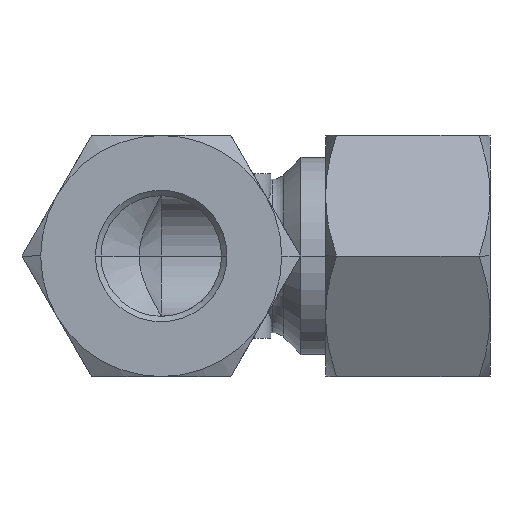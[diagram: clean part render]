
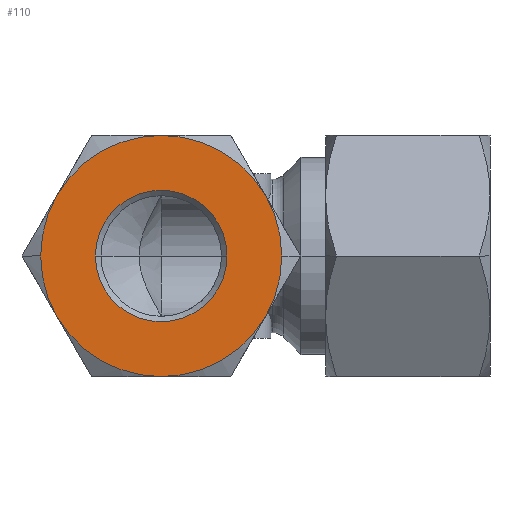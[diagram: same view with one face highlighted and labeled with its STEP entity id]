
A CAD part, front view. The second image highlights one B-rep face of the part: STEP entity #110.
In plain terms, the highlighted planar face has unit normal (0, -1, 0).
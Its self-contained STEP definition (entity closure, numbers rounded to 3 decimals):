
#110=ADVANCED_FACE('',(#300,#301),#302,.T.);
#300=FACE_BOUND('',#552,.T.);
#301=FACE_OUTER_BOUND('',#553,.T.);
#302=PLANE('',#554);
#552=EDGE_LOOP('',(#1165,#1166));
#553=EDGE_LOOP('',(#1167,#1168,#1169,#1170,#1171,#1172,#1173,#1174));
#554=AXIS2_PLACEMENT_3D('',#1175,#1176,#1177);
#1165=ORIENTED_EDGE('',*,*,#1794,.T.);
#1166=ORIENTED_EDGE('',*,*,#1790,.T.);
#1167=ORIENTED_EDGE('',*,*,#1830,.F.);
#1168=ORIENTED_EDGE('',*,*,#1748,.F.);
#1169=ORIENTED_EDGE('',*,*,#1833,.F.);
#1170=ORIENTED_EDGE('',*,*,#1835,.F.);
#1171=ORIENTED_EDGE('',*,*,#1839,.F.);
#1172=ORIENTED_EDGE('',*,*,#1840,.F.);
#1173=ORIENTED_EDGE('',*,*,#1746,.F.);
#1174=ORIENTED_EDGE('',*,*,#1844,.F.);
#1175=CARTESIAN_POINT('',(0.,-30.0,0.));
#1176=DIRECTION('',(0.,-1.0,0.0));
#1177=DIRECTION('',(0.0,0.0,1.0));
#1746=EDGE_CURVE('',#2134,#2132,#2136,.T.);
#1748=EDGE_CURVE('',#2137,#2140,#2141,.T.);
#1790=EDGE_CURVE('',#2208,#2210,#2212,.T.);
#1794=EDGE_CURVE('',#2210,#2208,#2217,.T.);
#1830=EDGE_CURVE('',#2140,#2267,#2268,.T.);
#1833=EDGE_CURVE('',#2270,#2137,#2272,.T.);
#1835=EDGE_CURVE('',#2274,#2270,#2276,.T.);
#1839=EDGE_CURVE('',#2280,#2274,#2282,.T.);
#1840=EDGE_CURVE('',#2132,#2280,#2283,.T.);
#1844=EDGE_CURVE('',#2267,#2134,#2288,.T.);
#2132=VERTEX_POINT('',#2896);
#2134=VERTEX_POINT('',#2899);
#2136=CIRCLE('',#2912,11.0);
#2137=VERTEX_POINT('',#2913);
#2140=VERTEX_POINT('',#2917);
#2141=CIRCLE('',#2918,11.0);
#2208=VERTEX_POINT('',#3116);
#2210=VERTEX_POINT('',#3119);
#2212=CIRCLE('',#3122,6.0);
#2217=CIRCLE('',#3153,6.0);
#2267=VERTEX_POINT('',#3373);
#2268=CIRCLE('',#3374,11.0);
#2270=VERTEX_POINT('',#3387);
#2272=CIRCLE('',#3400,11.0);
#2274=VERTEX_POINT('',#3402);
#2276=CIRCLE('',#3415,11.0);
#2280=VERTEX_POINT('',#3441);
#2282=CIRCLE('',#3454,11.0);
#2283=CIRCLE('',#3455,11.0);
#2288=CIRCLE('',#3493,11.0);
#2896=CARTESIAN_POINT('',(-11.0,-30.0,0.));
#2899=CARTESIAN_POINT('',(-9.526,-30.0,-5.5));
#2912=AXIS2_PLACEMENT_3D('',#4126,#4127,#4128);
#2913=CARTESIAN_POINT('',(11.0,-30.0,0.));
#2917=CARTESIAN_POINT('',(9.526,-30.0,-5.5));
#2918=AXIS2_PLACEMENT_3D('',#4130,#4131,#4132);
#3116=CARTESIAN_POINT('',(-6.0,-30.0,0.));
#3119=CARTESIAN_POINT('',(6.0,-30.0,0.));
#3122=AXIS2_PLACEMENT_3D('',#4194,#4195,#4196);
#3153=AXIS2_PLACEMENT_3D('',#4201,#4202,#4203);
#3373=CARTESIAN_POINT('',(0.,-30.0,-11.0));
#3374=AXIS2_PLACEMENT_3D('',#4263,#4264,#4265);
#3387=CARTESIAN_POINT('',(9.526,-30.0,5.5));
#3400=AXIS2_PLACEMENT_3D('',#4266,#4267,#4268);
#3402=CARTESIAN_POINT('',(0.,-30.0,11.0));
#3415=AXIS2_PLACEMENT_3D('',#4269,#4270,#4271);
#3441=CARTESIAN_POINT('',(-9.526,-30.0,5.5));
#3454=AXIS2_PLACEMENT_3D('',#4272,#4273,#4274);
#3455=AXIS2_PLACEMENT_3D('',#4275,#4276,#4277);
#3493=AXIS2_PLACEMENT_3D('',#4278,#4279,#4280);
#4126=CARTESIAN_POINT('',(0.,-30.0,0.0));
#4127=DIRECTION('',(0.,1.0,0.0));
#4128=DIRECTION('',(-1.0,0.,0.0));
#4130=CARTESIAN_POINT('',(0.,-30.0,0.0));
#4131=DIRECTION('',(0.,1.0,0.0));
#4132=DIRECTION('',(-1.0,0.,0.0));
#4194=CARTESIAN_POINT('',(0.0,-30.0,0.0));
#4195=DIRECTION('',(0.,1.0,0.0));
#4196=DIRECTION('',(-1.0,0.,0.0));
#4201=CARTESIAN_POINT('',(0.0,-30.0,0.0));
#4202=DIRECTION('',(0.,1.0,0.0));
#4203=DIRECTION('',(-1.0,0.,0.0));
#4263=CARTESIAN_POINT('',(0.,-30.0,0.0));
#4264=DIRECTION('',(0.,1.0,0.0));
#4265=DIRECTION('',(-1.0,0.,0.0));
#4266=CARTESIAN_POINT('',(0.,-30.0,0.0));
#4267=DIRECTION('',(0.,1.0,0.0));
#4268=DIRECTION('',(-1.0,0.,0.0));
#4269=CARTESIAN_POINT('',(0.,-30.0,0.0));
#4270=DIRECTION('',(0.,1.0,0.0));
#4271=DIRECTION('',(-1.0,0.,0.0));
#4272=CARTESIAN_POINT('',(0.,-30.0,0.0));
#4273=DIRECTION('',(0.,1.0,0.0));
#4274=DIRECTION('',(-1.0,0.,0.0));
#4275=CARTESIAN_POINT('',(0.,-30.0,0.0));
#4276=DIRECTION('',(0.,1.0,0.0));
#4277=DIRECTION('',(-1.0,0.,0.0));
#4278=CARTESIAN_POINT('',(0.,-30.0,0.0));
#4279=DIRECTION('',(0.,1.0,0.0));
#4280=DIRECTION('',(-1.0,0.,0.0));
